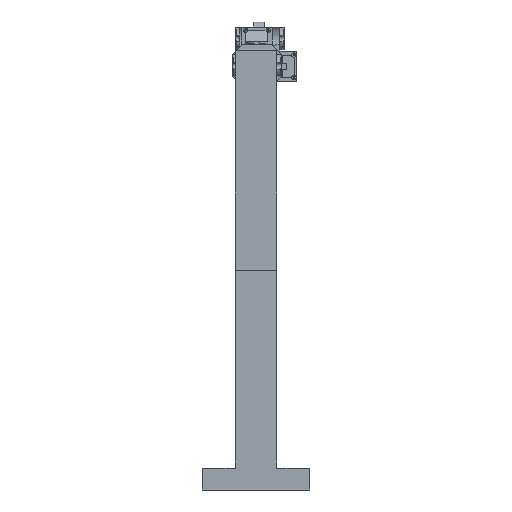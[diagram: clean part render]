
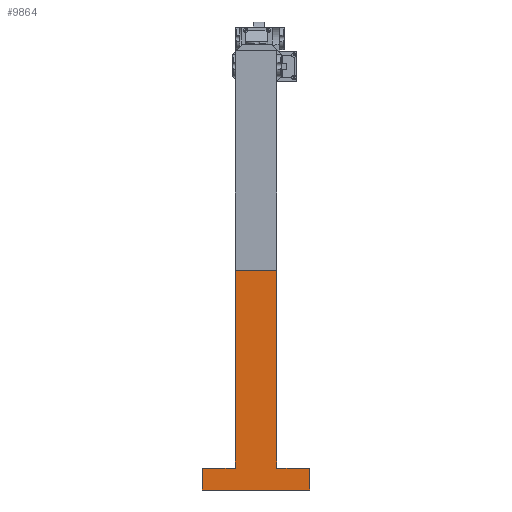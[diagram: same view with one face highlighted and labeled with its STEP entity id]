
A CAD part, front view. The second image highlights one B-rep face of the part: STEP entity #9864.
In plain terms, the highlighted face is planar.
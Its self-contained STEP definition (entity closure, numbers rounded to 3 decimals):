
#1049=FACE_OUTER_BOUND('',#1804,.T.);
#1804=EDGE_LOOP('',(#8981,#8982,#8983,#8984,#8985,#8986,#8987,#8988));
#3137=LINE('',#16648,#4033);
#3140=LINE('',#16655,#4036);
#3144=LINE('',#16664,#4040);
#3149=LINE('',#16674,#4045);
#3153=LINE('',#16682,#4049);
#3154=LINE('',#16683,#4050);
#3155=LINE('',#16684,#4051);
#3156=LINE('',#16685,#4052);
#4033=VECTOR('',#13854,10.);
#4036=VECTOR('',#13859,10.);
#4040=VECTOR('',#13865,10.);
#4045=VECTOR('',#13872,10.);
#4049=VECTOR('',#13880,10.);
#4050=VECTOR('',#13881,10.);
#4051=VECTOR('',#13882,10.);
#4052=VECTOR('',#13883,10.);
#4917=VERTEX_POINT('',#16645);
#4918=VERTEX_POINT('',#16647);
#4920=VERTEX_POINT('',#16653);
#4921=VERTEX_POINT('',#16654);
#4924=VERTEX_POINT('',#16662);
#4925=VERTEX_POINT('',#16663);
#4929=VERTEX_POINT('',#16672);
#4931=VERTEX_POINT('',#16681);
#6268=EDGE_CURVE('',#4918,#4917,#3137,.T.);
#6271=EDGE_CURVE('',#4920,#4921,#3140,.T.);
#6275=EDGE_CURVE('',#4924,#4925,#3144,.T.);
#6280=EDGE_CURVE('',#4929,#4917,#3149,.T.);
#6284=EDGE_CURVE('',#4931,#4918,#3153,.T.);
#6285=EDGE_CURVE('',#4929,#4925,#3154,.T.);
#6286=EDGE_CURVE('',#4924,#4921,#3155,.T.);
#6287=EDGE_CURVE('',#4920,#4931,#3156,.T.);
#8981=ORIENTED_EDGE('',*,*,#6284,.T.);
#8982=ORIENTED_EDGE('',*,*,#6268,.T.);
#8983=ORIENTED_EDGE('',*,*,#6280,.F.);
#8984=ORIENTED_EDGE('',*,*,#6285,.T.);
#8985=ORIENTED_EDGE('',*,*,#6275,.F.);
#8986=ORIENTED_EDGE('',*,*,#6286,.T.);
#8987=ORIENTED_EDGE('',*,*,#6271,.F.);
#8988=ORIENTED_EDGE('',*,*,#6287,.T.);
#9328=PLANE('',#10969);
#9864=ADVANCED_FACE('',(#1049),#9328,.T.);
#10969=AXIS2_PLACEMENT_3D('',#16680,#13878,#13879);
#13854=DIRECTION('',(-1.,0.,0.));
#13859=DIRECTION('',(0.,0.,1.));
#13865=DIRECTION('',(0.,0.,-1.));
#13872=DIRECTION('',(0.,0.,-1.));
#13878=DIRECTION('center_axis',(0.,1.,0.));
#13879=DIRECTION('ref_axis',(0.,0.,-1.));
#13880=DIRECTION('',(0.,0.,-1.));
#13881=DIRECTION('',(-1.,0.,0.));
#13882=DIRECTION('',(1.,0.,0.));
#13883=DIRECTION('',(-1.,0.,0.));
#16645=CARTESIAN_POINT('',(-19.2,47.7,186.1));
#16647=CARTESIAN_POINT('',(18.5,47.7,186.1));
#16648=CARTESIAN_POINT('',(18.5,47.7,186.1));
#16653=CARTESIAN_POINT('',(48.5,47.7,366.1));
#16654=CARTESIAN_POINT('',(48.5,47.7,386.1));
#16655=CARTESIAN_POINT('',(48.5,47.7,366.1));
#16662=CARTESIAN_POINT('',(-49.2,47.7,386.1));
#16663=CARTESIAN_POINT('',(-49.2,47.7,366.1));
#16664=CARTESIAN_POINT('',(-49.2,47.7,366.1));
#16672=CARTESIAN_POINT('',(-19.2,47.7,366.1));
#16674=CARTESIAN_POINT('',(-19.2,47.7,386.1));
#16680=CARTESIAN_POINT('Origin',(18.5,47.7,386.1));
#16681=CARTESIAN_POINT('',(18.5,47.7,366.1));
#16682=CARTESIAN_POINT('',(18.5,47.7,386.1));
#16683=CARTESIAN_POINT('',(18.5,47.7,366.1));
#16684=CARTESIAN_POINT('',(18.5,47.7,386.1));
#16685=CARTESIAN_POINT('',(18.5,47.7,366.1));
